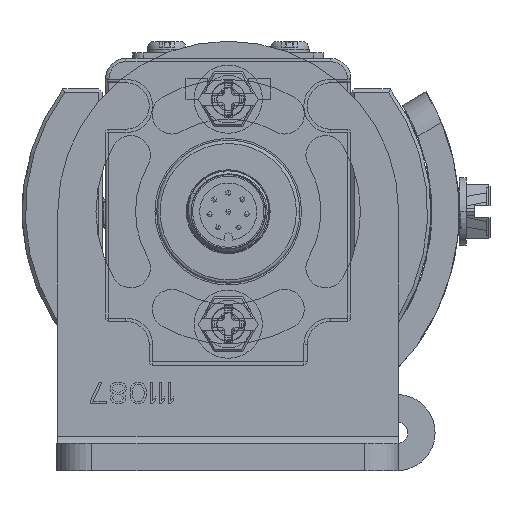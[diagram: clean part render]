
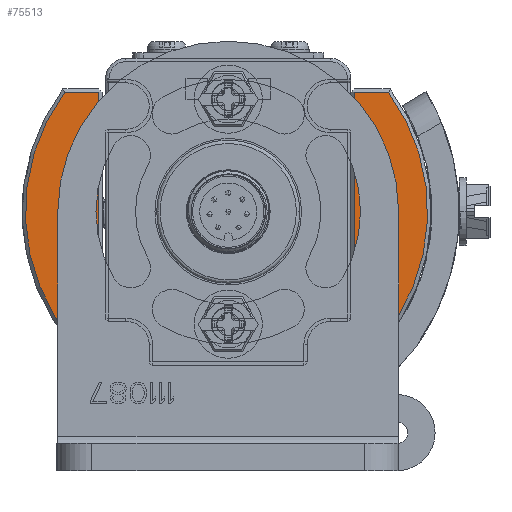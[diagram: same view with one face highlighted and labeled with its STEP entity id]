
A CAD part, front view. The second image highlights one B-rep face of the part: STEP entity #75513.
In plain terms, the highlighted face is planar.
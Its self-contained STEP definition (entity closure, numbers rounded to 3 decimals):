
#74498=DIRECTION('',(1.,0.,0.));
#74499=VECTOR('',#74498,37.);
#74500=CARTESIAN_POINT('',(-19.5,-18.75,-10.));
#74501=LINE('',#74500,#74499);
#74518=DIRECTION('',(0.,-1.,0.));
#74519=VECTOR('',#74518,4.999);
#74520=CARTESIAN_POINT('',(17.5,-18.75,-10.));
#74521=LINE('',#74520,#74519);
#74536=CARTESIAN_POINT('',(0.,0.,-10.));
#74537=DIRECTION('',(0.,0.,-1.));
#74538=DIRECTION('',(0.593,-0.805,0.));
#74539=AXIS2_PLACEMENT_3D('',#74536,#74537,#74538);
#75159=CARTESIAN_POINT('',(-19.5,15.25,-10.));
#75160=DIRECTION('',(0.,0.,1.));
#75161=DIRECTION('',(0.,1.,0.));
#75162=AXIS2_PLACEMENT_3D('',#75159,#75160,#75161);
#75164=DIRECTION('',(-1.,0.,0.));
#75165=VECTOR('',#75164,37.);
#75166=CARTESIAN_POINT('',(17.5,18.75,-10.));
#75167=LINE('',#75166,#75165);
#75180=DIRECTION('',(0.,-1.,0.));
#75181=VECTOR('',#75180,4.999);
#75182=CARTESIAN_POINT('',(17.5,23.749,-10.));
#75183=LINE('',#75182,#75181);
#75197=DIRECTION('',(0.,-1.,0.));
#75198=VECTOR('',#75197,30.5);
#75199=CARTESIAN_POINT('',(-23.,15.25,-10.));
#75200=LINE('',#75199,#75198);
#75218=CARTESIAN_POINT('',(-19.5,-15.25,-10.));
#75219=DIRECTION('',(0.,0.,1.));
#75220=DIRECTION('',(-1.,0.,0.));
#75221=AXIS2_PLACEMENT_3D('',#75218,#75219,#75220);
#75318=CARTESIAN_POINT('',(17.5,-23.749,-10.));
#75319=CARTESIAN_POINT('',(17.5,23.749,-10.));
#75320=VERTEX_POINT('',#75318);
#75321=VERTEX_POINT('',#75319);
#75322=CARTESIAN_POINT('',(17.5,18.75,-10.));
#75323=VERTEX_POINT('',#75322);
#75326=CARTESIAN_POINT('',(17.5,-18.75,-10.));
#75327=VERTEX_POINT('',#75326);
#75474=CARTESIAN_POINT('',(-19.5,18.75,-10.));
#75475=VERTEX_POINT('',#75474);
#75480=CARTESIAN_POINT('',(-23.,15.25,-10.));
#75481=VERTEX_POINT('',#75480);
#75482=CARTESIAN_POINT('',(-23.,-15.25,-10.));
#75483=VERTEX_POINT('',#75482);
#75488=CARTESIAN_POINT('',(-19.5,-18.75,-10.));
#75489=VERTEX_POINT('',#75488);
#75490=CARTESIAN_POINT('',(0.,0.,-10.));
#75491=DIRECTION('',(0.,0.,1.));
#75492=DIRECTION('',(1.,0.,0.));
#75493=AXIS2_PLACEMENT_3D('',#75490,#75491,#75492);
#75494=PLANE('',#75493);
#75496=ORIENTED_EDGE('',*,*,#75495,.F.);
#75498=ORIENTED_EDGE('',*,*,#75497,.F.);
#75500=ORIENTED_EDGE('',*,*,#75499,.F.);
#75502=ORIENTED_EDGE('',*,*,#75501,.F.);
#75504=ORIENTED_EDGE('',*,*,#75503,.F.);
#75506=ORIENTED_EDGE('',*,*,#75505,.F.);
#75508=ORIENTED_EDGE('',*,*,#75507,.F.);
#75510=ORIENTED_EDGE('',*,*,#75509,.F.);
#75511=EDGE_LOOP('',(#75496,#75498,#75500,#75502,#75504,#75506,#75508,#75510));
#75512=FACE_OUTER_BOUND('',#75511,.F.);
#75513=ADVANCED_FACE('',(#75512),#75494,.F.);
#74540=CIRCLE('',#74539,29.5);
#75163=CIRCLE('',#75162,3.5);
#75222=CIRCLE('',#75221,3.5);
#75495=EDGE_CURVE('',#75489,#75327,#74501,.T.);
#75497=EDGE_CURVE('',#75483,#75489,#75222,.T.);
#75499=EDGE_CURVE('',#75481,#75483,#75200,.T.);
#75501=EDGE_CURVE('',#75475,#75481,#75163,.T.);
#75503=EDGE_CURVE('',#75323,#75475,#75167,.T.);
#75505=EDGE_CURVE('',#75321,#75323,#75183,.T.);
#75507=EDGE_CURVE('',#75320,#75321,#74540,.T.);
#75509=EDGE_CURVE('',#75327,#75320,#74521,.T.);
